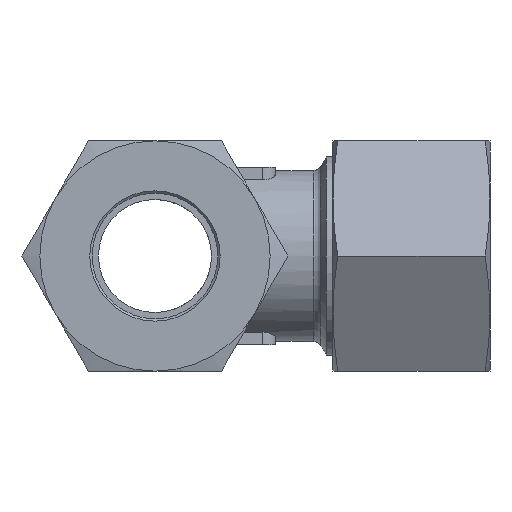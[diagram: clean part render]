
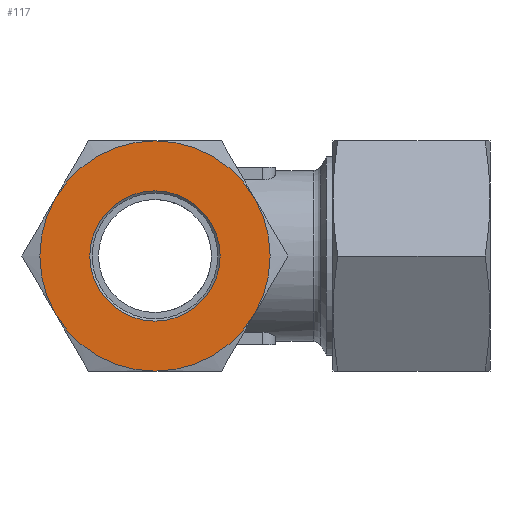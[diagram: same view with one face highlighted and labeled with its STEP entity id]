
A CAD part, left-side view. The second image highlights one B-rep face of the part: STEP entity #117.
In plain terms, the highlighted planar face has unit normal (-1, 0, 0).
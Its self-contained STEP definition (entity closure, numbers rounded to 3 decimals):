
#117 = ADVANCED_FACE( '', ( #292, #293 ), #294, .F. );
#292 = FACE_OUTER_BOUND( '', #555, .T. );
#293 = FACE_BOUND( '', #556, .T. );
#294 = PLANE( '', #557 );
#555 = EDGE_LOOP( '', ( #1045, #1046, #1047, #1048, #1049, #1050 ) );
#556 = EDGE_LOOP( '', ( #1051 ) );
#557 = AXIS2_PLACEMENT_3D( '', #1052, #1053, #1054 );
#1045 = ORIENTED_EDGE( '', *, *, #1704, .F. );
#1046 = ORIENTED_EDGE( '', *, *, #1703, .F. );
#1047 = ORIENTED_EDGE( '', *, *, #1702, .F. );
#1048 = ORIENTED_EDGE( '', *, *, #1684, .F. );
#1049 = ORIENTED_EDGE( '', *, *, #1705, .F. );
#1050 = ORIENTED_EDGE( '', *, *, #1700, .F. );
#1051 = ORIENTED_EDGE( '', *, *, #1561, .T. );
#1052 = CARTESIAN_POINT( '', ( -32., 0., 0. ) );
#1053 = DIRECTION( '', ( 1., 0., 0. ) );
#1054 = DIRECTION( '', ( 0., 0., -1. ) );
#1561 = EDGE_CURVE( '', #1815, #1815, #1816, .T. );
#1684 = EDGE_CURVE( '', #2027, #2036, #2039, .T. );
#1700 = EDGE_CURVE( '', #2049, #2067, #2068, .T. );
#1702 = EDGE_CURVE( '', #2036, #2064, #2070, .T. );
#1703 = EDGE_CURVE( '', #2064, #2058, #2071, .T. );
#1704 = EDGE_CURVE( '', #2058, #2049, #2072, .T. );
#1705 = EDGE_CURVE( '', #2067, #2027, #2073, .T. );
#1815 = VERTEX_POINT( '', #2231 );
#1816 = CIRCLE( '', #2232, 6.224 );
#2027 = VERTEX_POINT( '', #2763 );
#2036 = VERTEX_POINT( '', #2793 );
#2039 = CIRCLE( '', #2806, 11. );
#2049 = VERTEX_POINT( '', #2828 );
#2058 = VERTEX_POINT( '', #2858 );
#2064 = VERTEX_POINT( '', #2884 );
#2067 = VERTEX_POINT( '', #2897 );
#2068 = CIRCLE( '', #2898, 11. );
#2070 = CIRCLE( '', #2905, 11. );
#2071 = CIRCLE( '', #2906, 11. );
#2072 = CIRCLE( '', #2907, 11. );
#2073 = CIRCLE( '', #2908, 11. );
#2231 = CARTESIAN_POINT( '', ( -32., 0., -6.224 ) );
#2232 = AXIS2_PLACEMENT_3D( '', #3188, #3189, #3190 );
#2763 = CARTESIAN_POINT( '', ( -32., -9.526, 5.5 ) );
#2793 = CARTESIAN_POINT( '', ( -32., -9.526, -5.5 ) );
#2806 = AXIS2_PLACEMENT_3D( '', #3325, #3326, #3327 );
#2828 = CARTESIAN_POINT( '', ( -32., 9.526, 5.5 ) );
#2858 = CARTESIAN_POINT( '', ( -32., 9.526, -5.5 ) );
#2884 = CARTESIAN_POINT( '', ( -32., 0., -11. ) );
#2897 = CARTESIAN_POINT( '', ( -32., 0., 11. ) );
#2898 = AXIS2_PLACEMENT_3D( '', #3331, #3332, #3333 );
#2905 = AXIS2_PLACEMENT_3D( '', #3334, #3335, #3336 );
#2906 = AXIS2_PLACEMENT_3D( '', #3337, #3338, #3339 );
#2907 = AXIS2_PLACEMENT_3D( '', #3340, #3341, #3342 );
#2908 = AXIS2_PLACEMENT_3D( '', #3343, #3344, #3345 );
#3188 = CARTESIAN_POINT( '', ( -32., 0., 0. ) );
#3189 = DIRECTION( '', ( 1., 0., 0. ) );
#3190 = DIRECTION( '', ( 0., 0., -1. ) );
#3325 = CARTESIAN_POINT( '', ( -32., 0., 0. ) );
#3326 = DIRECTION( '', ( 1., 0., 0. ) );
#3327 = DIRECTION( '', ( 0., 0., -1. ) );
#3331 = CARTESIAN_POINT( '', ( -32., 0., 0. ) );
#3332 = DIRECTION( '', ( 1., 0., 0. ) );
#3333 = DIRECTION( '', ( 0., 0., -1. ) );
#3334 = CARTESIAN_POINT( '', ( -32., 0., 0. ) );
#3335 = DIRECTION( '', ( 1., 0., 0. ) );
#3336 = DIRECTION( '', ( 0., 0., -1. ) );
#3337 = CARTESIAN_POINT( '', ( -32., 0., 0. ) );
#3338 = DIRECTION( '', ( 1., 0., 0. ) );
#3339 = DIRECTION( '', ( 0., 0., -1. ) );
#3340 = CARTESIAN_POINT( '', ( -32., 0., 0. ) );
#3341 = DIRECTION( '', ( 1., 0., 0. ) );
#3342 = DIRECTION( '', ( 0., 0., -1. ) );
#3343 = CARTESIAN_POINT( '', ( -32., 0., 0. ) );
#3344 = DIRECTION( '', ( 1., 0., 0. ) );
#3345 = DIRECTION( '', ( 0., 0., -1. ) );
